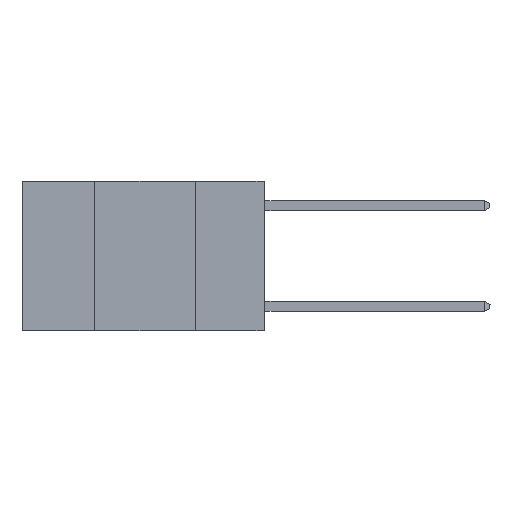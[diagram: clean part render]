
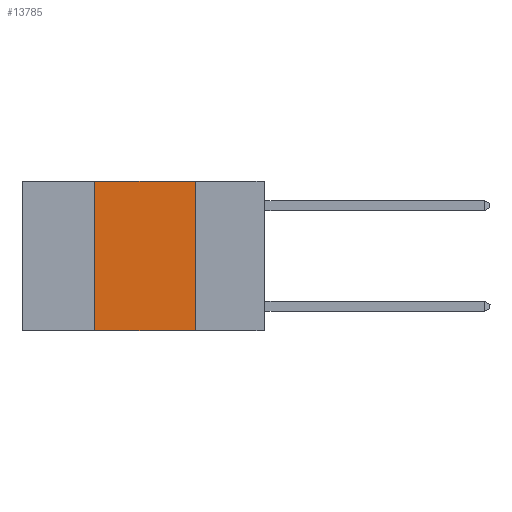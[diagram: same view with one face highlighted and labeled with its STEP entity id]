
A CAD part, left-side view. The second image highlights one B-rep face of the part: STEP entity #13785.
In plain terms, the highlighted planar face has unit normal (-1, 0, 0).
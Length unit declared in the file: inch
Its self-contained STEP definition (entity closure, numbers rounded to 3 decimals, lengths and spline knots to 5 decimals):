
#122 = FACE_OUTER_BOUND ( 'NONE', #1549, .T. ) ;
#865 = CARTESIAN_POINT ( 'NONE',  ( 0., 0.17, -0.37 ) ) ;
#1549 = EDGE_LOOP ( 'NONE', ( #15471, #4924, #18316, #7559 ) ) ;
#1854 = CARTESIAN_POINT ( 'NONE',  ( 0., 0.17, 0. ) ) ;
#2760 = EDGE_CURVE ( 'NONE', #15190, #3899, #11812, .T. ) ;
#3899 = VERTEX_POINT ( 'NONE', #9289 ) ;
#4498 = CARTESIAN_POINT ( 'NONE',  ( 0., 0.42, -0.37 ) ) ;
#4908 = LINE ( 'NONE', #24961, #27464 ) ;
#4924 = ORIENTED_EDGE ( 'NONE', *, *, #22817, .F. ) ;
#5706 = VERTEX_POINT ( 'NONE', #19572 ) ;
#6328 = PLANE ( 'NONE',  #18026 ) ;
#7559 = ORIENTED_EDGE ( 'NONE', *, *, #8065, .T. ) ;
#8065 = EDGE_CURVE ( 'NONE', #15190, #17826, #4908, .T. ) ;
#8318 = DIRECTION ( 'NONE',  ( 0., -1., 0. ) ) ;
#8697 = DIRECTION ( 'NONE',  ( 0., 0., -1. ) ) ;
#9289 = CARTESIAN_POINT ( 'NONE',  ( 0., 0.42, 0. ) ) ;
#11061 = EDGE_CURVE ( 'NONE', #5706, #17826, #20743, .T. ) ;
#11146 = DIRECTION ( 'NONE',  ( 0., 0., -1. ) ) ;
#11812 = LINE ( 'NONE', #22003, #22632 ) ;
#13042 = LINE ( 'NONE', #21399, #18850 ) ;
#13785 = ADVANCED_FACE ( 'NONE', ( #122 ), #6328, .F. ) ;
#15190 = VERTEX_POINT ( 'NONE', #4498 ) ;
#15471 = ORIENTED_EDGE ( 'NONE', *, *, #11061, .F. ) ;
#17826 = VERTEX_POINT ( 'NONE', #865 ) ;
#18026 = AXIS2_PLACEMENT_3D ( 'NONE', #25892, #21739, #8697 ) ;
#18316 = ORIENTED_EDGE ( 'NONE', *, *, #2760, .F. ) ;
#18850 = VECTOR ( 'NONE', #8318, 39.37008 ) ;
#19572 = CARTESIAN_POINT ( 'NONE',  ( 0., 0.17, 0. ) ) ;
#19896 = DIRECTION ( 'NONE',  ( 0., 0., 1. ) ) ;
#20079 = VECTOR ( 'NONE', #11146, 39.37008 ) ;
#20743 = LINE ( 'NONE', #1854, #20079 ) ;
#21399 = CARTESIAN_POINT ( 'NONE',  ( 0., 0.6, 0. ) ) ;
#21739 = DIRECTION ( 'NONE',  ( 1., 0., 0. ) ) ;
#22003 = CARTESIAN_POINT ( 'NONE',  ( 0., 0.42, 0. ) ) ;
#22632 = VECTOR ( 'NONE', #19896, 39.37008 ) ;
#22817 = EDGE_CURVE ( 'NONE', #3899, #5706, #13042, .T. ) ;
#24961 = CARTESIAN_POINT ( 'NONE',  ( 0., 0.6, -0.37 ) ) ;
#25892 = CARTESIAN_POINT ( 'NONE',  ( 0., 0.6, 0. ) ) ;
#27065 = DIRECTION ( 'NONE',  ( 0., -1., 0. ) ) ;
#27464 = VECTOR ( 'NONE', #27065, 39.37008 ) ;
